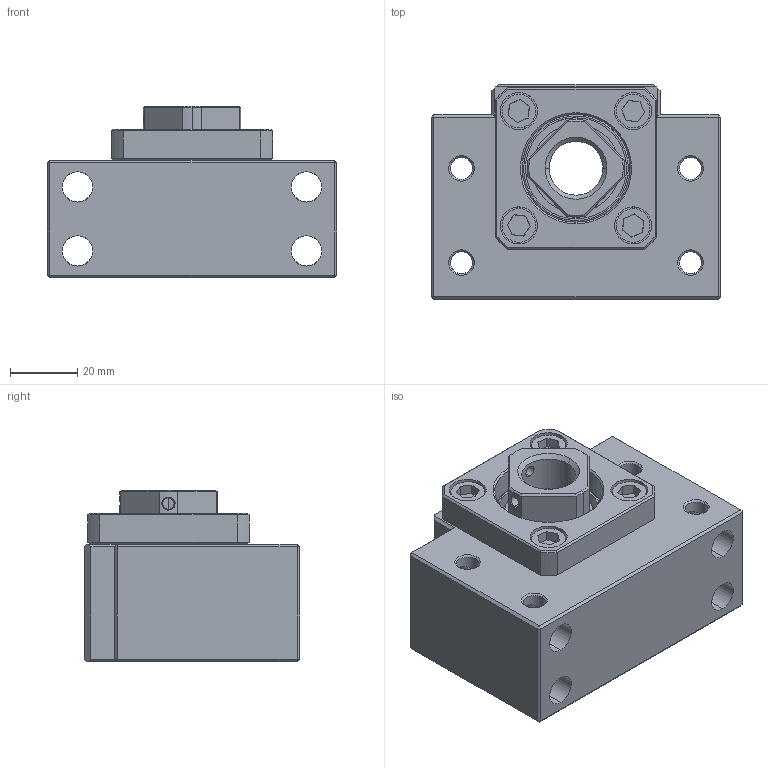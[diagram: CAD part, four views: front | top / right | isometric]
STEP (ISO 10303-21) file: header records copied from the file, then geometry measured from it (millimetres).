
FILE_DESCRIPTION (( 'STEP AP214' ), '1' );
FILE_NAME ('BKN17.step', '2020-09-08T14:36:02', ( '' ), ( '' ), 'SwSTEP 2.0', 'SolidWorks 2020', '' );
FILE_SCHEMA (( 'AUTOMOTIVE_DESIGN' ));
Length unit declared in the file: millimetre
Products named in the file (1): BKN17
Bounding box: 86 x 64 x 51 mm (x, y, z)
Volume: 155355.3 mm3; surface area: 60603 mm2
Topology: 15 solids, 15 shells, 447 faces, 1033 edges, 619 vertices
Faces by surface type: cylinder 155, plane 140, bspline 80, cone 72
Entity records: 24363 total; most frequent: CARTESIAN_POINT 9742, ORIENTED_EDGE 2050, DIRECTION 1876, EDGE_CURVE 1025, AXIS2_PLACEMENT_3D 725, VERTEX_POINT 619, EDGE_LOOP 524, UNCERTAINTY_MEASURE_WITH_UNIT 464
